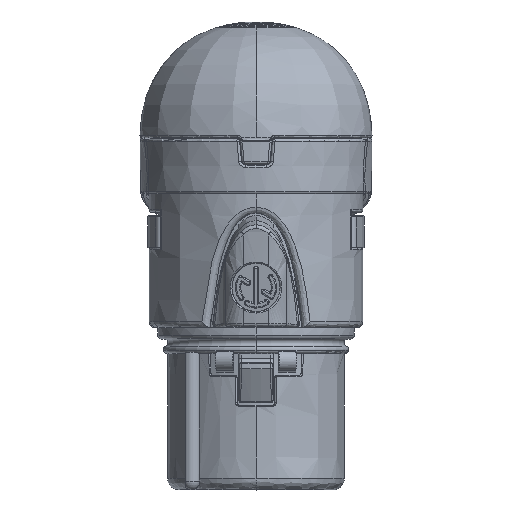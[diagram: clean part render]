
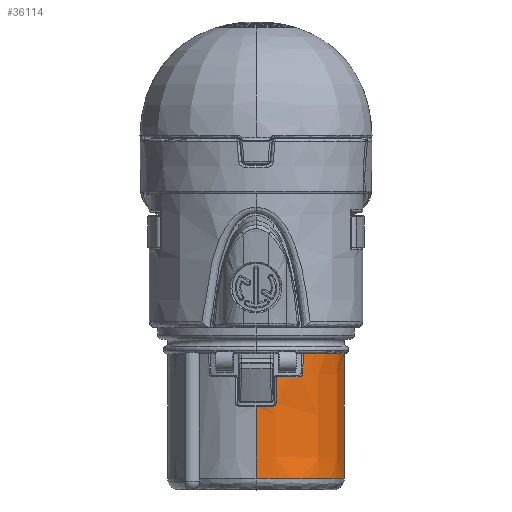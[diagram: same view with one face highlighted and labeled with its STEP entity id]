
A CAD part, top view. The second image highlights one B-rep face of the part: STEP entity #36114.
In plain terms, the highlighted face is a extrusion surface.
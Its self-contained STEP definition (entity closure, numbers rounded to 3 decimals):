
#5992=CARTESIAN_POINT('',(4.1,-20.605,6.663));
#5993=CARTESIAN_POINT('',(4.105,-20.316,6.66));
#5994=CARTESIAN_POINT('',(4.115,-19.739,6.654));
#5995=CARTESIAN_POINT('',(4.125,-19.163,6.647));
#5996=CARTESIAN_POINT('',(4.13,-18.875,6.644));
#6009=CARTESIAN_POINT('',(4.13,-18.875,6.644));
#6010=CARTESIAN_POINT('',(4.493,-18.877,6.407));
#6011=CARTESIAN_POINT('',(5.182,-18.88,5.871));
#6012=CARTESIAN_POINT('',(6.079,-18.882,4.898));
#6013=CARTESIAN_POINT('',(6.807,-18.883,3.786));
#6014=CARTESIAN_POINT('',(7.341,-18.882,2.577));
#6015=CARTESIAN_POINT('',(7.669,-18.882,1.291));
#6016=CARTESIAN_POINT('',(7.74,-18.882,0.428));
#6017=CARTESIAN_POINT('',(7.74,-18.882,0.));
#6019=CARTESIAN_POINT('',(7.74,-29.8,0.));
#6020=CARTESIAN_POINT('',(7.74,-29.8,0.326));
#6021=CARTESIAN_POINT('',(7.7,-29.8,0.936));
#6022=CARTESIAN_POINT('',(7.502,-29.8,2.041));
#6023=CARTESIAN_POINT('',(7.083,-29.8,3.25));
#6024=CARTESIAN_POINT('',(6.377,-29.8,4.498));
#6025=CARTESIAN_POINT('',(5.496,-29.8,5.571));
#6026=CARTESIAN_POINT('',(4.447,-29.8,6.476));
#6027=CARTESIAN_POINT('',(3.222,-29.8,7.204));
#6028=CARTESIAN_POINT('',(2.029,-29.8,7.64));
#6029=CARTESIAN_POINT('',(0.934,-29.8,7.847));
#6030=CARTESIAN_POINT('',(0.326,-29.8,7.89));
#6031=CARTESIAN_POINT('',(0.,-29.8,7.89));
#6033=DIRECTION('',(0.,-1.,0.));
#6034=VECTOR('',#6033,6.3);
#6035=CARTESIAN_POINT('',(0.,-23.5,7.89));
#6036=LINE('',#6035,#6034);
#6062=CARTESIAN_POINT('',(7.74,-29.8,0.));
#6064=DIRECTION('',(0.,-1.,0.));
#6065=VECTOR('',#6064,10.918);
#6066=CARTESIAN_POINT('',(7.74,-18.882,0.));
#6067=LINE('',#6066,#6065);
#6930=CARTESIAN_POINT('',(3.796,-20.9,6.85));
#6931=CARTESIAN_POINT('',(3.832,-20.9,6.829));
#6932=CARTESIAN_POINT('',(3.9,-20.888,6.789));
#6933=CARTESIAN_POINT('',(3.99,-20.838,6.734));
#6934=CARTESIAN_POINT('',(4.053,-20.768,6.694));
#6935=CARTESIAN_POINT('',(4.091,-20.689,6.67));
#6936=CARTESIAN_POINT('',(4.099,-20.632,6.664));
#6937=CARTESIAN_POINT('',(4.1,-20.605,6.663));
#6953=CARTESIAN_POINT('',(1.875,-20.9,7.647));
#6954=CARTESIAN_POINT('',(2.552,-20.9,7.47));
#6955=CARTESIAN_POINT('',(3.192,-20.9,7.203));
#6956=CARTESIAN_POINT('',(3.796,-20.9,6.85));
#7055=CARTESIAN_POINT('',(1.774,-21.,7.673));
#7056=CARTESIAN_POINT('',(1.774,-20.994,7.673));
#7057=CARTESIAN_POINT('',(1.775,-20.98,7.672));
#7058=CARTESIAN_POINT('',(1.782,-20.958,7.671));
#7059=CARTESIAN_POINT('',(1.796,-20.936,7.667));
#7060=CARTESIAN_POINT('',(1.817,-20.916,7.662));
#7061=CARTESIAN_POINT('',(1.845,-20.903,7.655));
#7062=CARTESIAN_POINT('',(1.865,-20.9,7.65));
#7063=CARTESIAN_POINT('',(1.875,-20.9,7.647));
#7074=DIRECTION('',(0.,1.,0.));
#7075=VECTOR('',#7074,2.2);
#7076=CARTESIAN_POINT('',(1.774,-23.2,7.673));
#7077=LINE('',#7076,#7075);
#7096=CARTESIAN_POINT('',(1.47,-23.5,7.741));
#7097=CARTESIAN_POINT('',(1.487,-23.5,7.738));
#7098=CARTESIAN_POINT('',(1.522,-23.497,7.73));
#7099=CARTESIAN_POINT('',(1.578,-23.482,7.719));
#7100=CARTESIAN_POINT('',(1.631,-23.457,7.707));
#7101=CARTESIAN_POINT('',(1.678,-23.421,7.696));
#7102=CARTESIAN_POINT('',(1.716,-23.379,7.687));
#7103=CARTESIAN_POINT('',(1.744,-23.333,7.68));
#7104=CARTESIAN_POINT('',(1.762,-23.286,7.676));
#7105=CARTESIAN_POINT('',(1.772,-23.241,7.673));
#7106=CARTESIAN_POINT('',(1.774,-23.213,7.673));
#7107=CARTESIAN_POINT('',(1.774,-23.2,7.673));
#7121=CARTESIAN_POINT('',(0.,-23.5,7.89));
#7122=CARTESIAN_POINT('',(0.495,-23.5,7.89));
#7123=CARTESIAN_POINT('',(0.985,-23.5,7.84));
#7124=CARTESIAN_POINT('',(1.47,-23.5,7.741));
#22812=VERTEX_POINT('',#6062);
#22814=VERTEX_POINT('',#6031);
#22822=VERTEX_POINT('',#6930);
#22823=VERTEX_POINT('',#6937);
#22825=VERTEX_POINT('',#6953);
#22827=VERTEX_POINT('',#7055);
#22830=CARTESIAN_POINT('',(1.774,-23.2,7.673));
#22831=VERTEX_POINT('',#22830);
#22833=VERTEX_POINT('',#7096);
#22835=VERTEX_POINT('',#7121);
#24326=VERTEX_POINT('',#6009);
#24327=VERTEX_POINT('',#6017);
#36079=CARTESIAN_POINT('',(7.74,-16.6,0.));
#36080=CARTESIAN_POINT('',(7.74,-16.6,0.651));
#36081=CARTESIAN_POINT('',(7.585,-16.6,1.798));
#36082=CARTESIAN_POINT('',(6.915,-16.6,3.734));
#36083=CARTESIAN_POINT('',(5.575,-16.6,5.65));
#36084=CARTESIAN_POINT('',(3.699,-16.6,7.03));
#36085=CARTESIAN_POINT('',(1.79,-16.6,7.726));
#36086=CARTESIAN_POINT('',(0.651,-16.6,7.89));
#36087=CARTESIAN_POINT('',(0.,-16.6,7.89));
#36089=DIRECTION('',(0.,-1.,0.));
#36090=VECTOR('',#36089,1.);
#36091=SURFACE_OF_LINEAR_EXTRUSION('',#36088,#36090);
#36092=ORIENTED_EDGE('',*,*,#35925,.T.);
#36094=ORIENTED_EDGE('',*,*,#36093,.T.);
#36096=ORIENTED_EDGE('',*,*,#36095,.T.);
#36098=ORIENTED_EDGE('',*,*,#36097,.F.);
#36100=ORIENTED_EDGE('',*,*,#36099,.T.);
#36102=ORIENTED_EDGE('',*,*,#36101,.T.);
#36104=ORIENTED_EDGE('',*,*,#36103,.T.);
#36106=ORIENTED_EDGE('',*,*,#36105,.T.);
#36108=ORIENTED_EDGE('',*,*,#36107,.T.);
#36110=ORIENTED_EDGE('',*,*,#36109,.T.);
#36111=ORIENTED_EDGE('',*,*,#36071,.T.);
#36112=EDGE_LOOP('',(#36092,#36094,#36096,#36098,#36100,#36102,#36104,#36106,
#36108,#36110,#36111));
#36113=FACE_OUTER_BOUND('',#36112,.F.);
#36114=ADVANCED_FACE('',(#36113),#36091,.T.);
#5997=B_SPLINE_CURVE_WITH_KNOTS('',3,(#5992,#5993,#5994,#5995,#5996),
.UNSPECIFIED.,.F.,.F.,(4,1,4),(0.,0.5,1.),.UNSPECIFIED.);
#6018=B_SPLINE_CURVE_WITH_KNOTS('',3,(#6009,#6010,#6011,#6012,#6013,#6014,#6015,
#6016,#6017),.UNSPECIFIED.,.F.,.F.,(4,1,1,1,1,1,4),(0.,0.167,
0.333,0.5,0.667,0.833,1.),
.UNSPECIFIED.);
#6032=B_SPLINE_CURVE_WITH_KNOTS('',3,(#6019,#6020,#6021,#6022,#6023,#6024,#6025,
#6026,#6027,#6028,#6029,#6030,#6031),.UNSPECIFIED.,.F.,.F.,(4,1,1,1,1,1,1,1,1,1,
4),(0.,0.063,0.125,0.25,0.375,0.5,0.625,0.75,0.875,0.938,
1.),.UNSPECIFIED.);
#6938=B_SPLINE_CURVE_WITH_KNOTS('',3,(#6930,#6931,#6932,#6933,#6934,#6935,#6936,
#6937),.UNSPECIFIED.,.F.,.F.,(4,1,1,1,1,4),(0.,0.2,0.4,0.6,0.8,1.),
.UNSPECIFIED.);
#6957=B_SPLINE_CURVE_WITH_KNOTS('',3,(#6953,#6954,#6955,#6956),.UNSPECIFIED.,
.F.,.F.,(4,4),(0.,1.),.UNSPECIFIED.);
#7064=B_SPLINE_CURVE_WITH_KNOTS('',3,(#7055,#7056,#7057,#7058,#7059,#7060,#7061,
#7062,#7063),.UNSPECIFIED.,.F.,.F.,(4,1,1,1,1,1,4),(0.,0.167,
0.333,0.5,0.667,0.833,1.),
.UNSPECIFIED.);
#7108=B_SPLINE_CURVE_WITH_KNOTS('',3,(#7096,#7097,#7098,#7099,#7100,#7101,#7102,
#7103,#7104,#7105,#7106,#7107),.UNSPECIFIED.,.F.,.F.,(4,1,1,1,1,1,1,1,1,4),
(0.,0.111,0.222,0.333,0.444,
0.556,0.667,0.778,0.889,1.),
.UNSPECIFIED.);
#7125=B_SPLINE_CURVE_WITH_KNOTS('',3,(#7121,#7122,#7123,#7124),.UNSPECIFIED.,
.F.,.F.,(4,4),(0.,1.),.UNSPECIFIED.);
#35925=EDGE_CURVE('',#24326,#24327,#6018,.T.);
#36071=EDGE_CURVE('',#22823,#24326,#5997,.T.);
#36088=B_SPLINE_CURVE_WITH_KNOTS('',3,(#36079,#36080,#36081,#36082,#36083,
#36084,#36085,#36086,#36087),.UNSPECIFIED.,.F.,.F.,(4,1,1,1,1,1,4),(0.,
0.125,0.25,0.5,0.75,0.875,1.),.UNSPECIFIED.);
#36093=EDGE_CURVE('',#24327,#22812,#6067,.T.);
#36095=EDGE_CURVE('',#22812,#22814,#6032,.T.);
#36097=EDGE_CURVE('',#22835,#22814,#6036,.T.);
#36099=EDGE_CURVE('',#22835,#22833,#7125,.T.);
#36101=EDGE_CURVE('',#22833,#22831,#7108,.T.);
#36103=EDGE_CURVE('',#22831,#22827,#7077,.T.);
#36105=EDGE_CURVE('',#22827,#22825,#7064,.T.);
#36107=EDGE_CURVE('',#22825,#22822,#6957,.T.);
#36109=EDGE_CURVE('',#22822,#22823,#6938,.T.);
